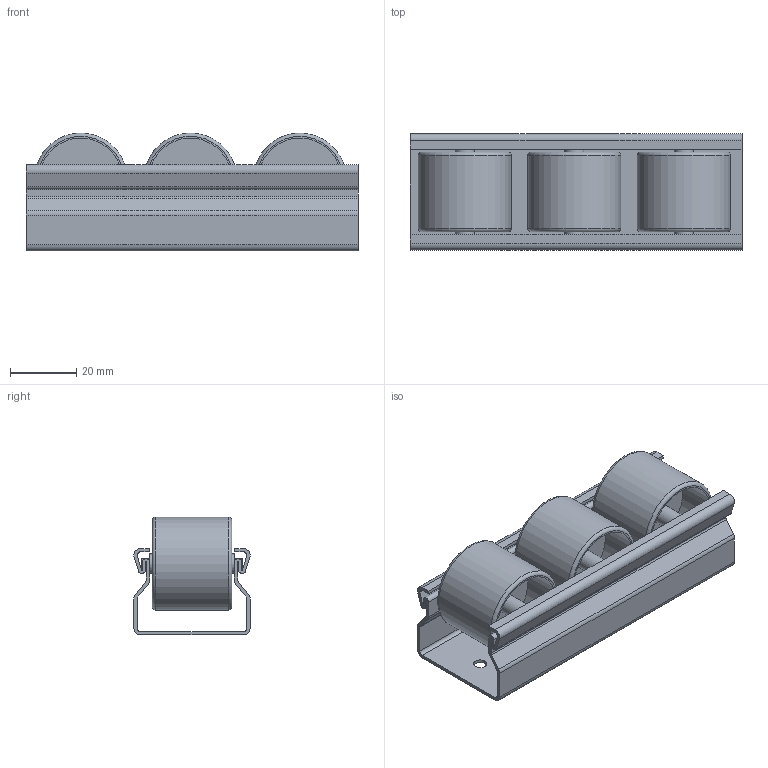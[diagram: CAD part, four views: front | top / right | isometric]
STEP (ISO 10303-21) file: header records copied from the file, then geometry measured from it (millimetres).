
FILE_DESCRIPTION(/* description */ (''),/* implementation_level */ '2;1');
FILE_NAME(/* name */ '700460ESD.stp',/* time_stamp */ '2014-03-15T11:40:02+01:00',/* author */ ('jank'),/* organization */ ('Alutec K&K'),/* preprocessor_version */ 'ST-DEVELOPER v15.2',/* originating_system */ 'Autodesk Inventor 2014',/* authorisation */ '');
FILE_SCHEMA (('AUTOMOTIVE_DESIGN { 1 0 10303 214 3 1 1 }'));
Length unit declared in the file: millimetre
Products named in the file (1): 700460ESD
Bounding box: 100 x 35 x 35.5 mm (x, y, z)
Volume: 23007.9 mm3; surface area: 40249.2 mm2
Topology: 7 solids, 7 shells, 156 faces, 399 edges, 266 vertices
Faces by surface type: cylinder 84, plane 66, torus 6
Full cylindrical faces by diameter (mm): 2.8 x3, 3.2 x3, 4 x6, 5.8 x6, 25 x6, 28 x3
Entity records: 5109 total; most frequent: CARTESIAN_POINT 1119, DIRECTION 818, ORIENTED_EDGE 720, EDGE_CURVE 360, AXIS2_PLACEMENT_3D 319, VERTEX_POINT 260, EDGE_LOOP 228, LINE 180
